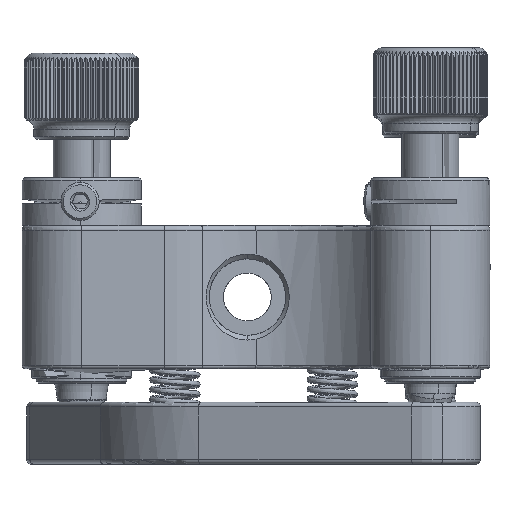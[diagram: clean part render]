
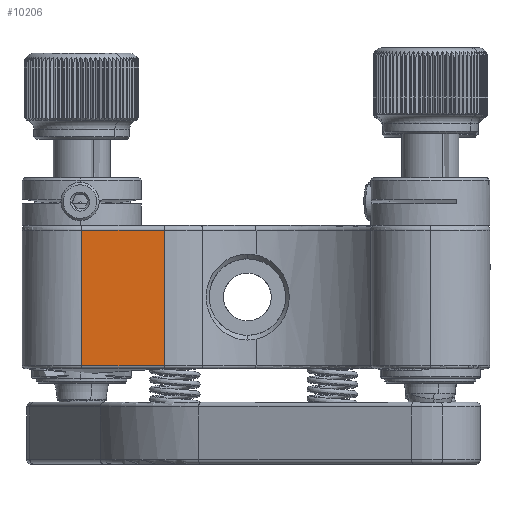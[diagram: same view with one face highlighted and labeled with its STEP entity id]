
A CAD part, left-side view. The second image highlights one B-rep face of the part: STEP entity #10206.
In plain terms, the highlighted planar face has unit normal (1, 0, 0).
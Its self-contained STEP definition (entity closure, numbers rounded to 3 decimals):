
#607 = CARTESIAN_POINT ( 'NONE',  ( 12., 9.592, 2.267 ) ) ;
#2044 = EDGE_CURVE ( 'NONE', #46833, #22346, #26928, .T. ) ;
#6401 = CARTESIAN_POINT ( 'NONE',  ( 12., 9.592, -2.467 ) ) ;
#7873 = ORIENTED_EDGE ( 'NONE', *, *, #2044, .T. ) ;
#9242 = CARTESIAN_POINT ( 'NONE',  ( 12., 18.25, -2.467 ) ) ;
#10206 = ADVANCED_FACE ( 'NONE', ( #46361 ), #41874, .T. ) ;
#11241 = AXIS2_PLACEMENT_3D ( 'NONE', #14205, #35055, #40536 ) ;
#11281 = CARTESIAN_POINT ( 'NONE',  ( 12., 9.592, -7.2 ) ) ;
#14205 = CARTESIAN_POINT ( 'NONE',  ( 12., 24.5, -7.5 ) ) ;
#16331 = CARTESIAN_POINT ( 'NONE',  ( 12., 9.592, 7. ) ) ;
#16755 = CARTESIAN_POINT ( 'NONE',  ( 12., 12.478, -7.2 ) ) ;
#17522 = ORIENTED_EDGE ( 'NONE', *, *, #56589, .T. ) ;
#17959 = EDGE_CURVE ( 'NONE', #56069, #59784, #37851, .T. ) ;
#18813 = CARTESIAN_POINT ( 'NONE',  ( 12., 15.364, 7. ) ) ;
#19251 = ORIENTED_EDGE ( 'NONE', *, *, #56845, .T. ) ;
#20071 = CARTESIAN_POINT ( 'NONE',  ( 12., 9.592, 7. ) ) ;
#22142 = B_SPLINE_CURVE_WITH_KNOTS ( 'NONE', 3,
 ( #11281, #16755, #52707, #53050 ),
 .UNSPECIFIED., .F., .F.,
 ( 4, 4 ),
 ( 0., 1. ),
 .UNSPECIFIED. ) ;
#22346 = VERTEX_POINT ( 'NONE', #36201 ) ;
#23251 = CARTESIAN_POINT ( 'NONE',  ( 12., 18.25, 7. ) ) ;
#23634 = CARTESIAN_POINT ( 'NONE',  ( 12., 18.25, 2.267 ) ) ;
#24988 = CARTESIAN_POINT ( 'NONE',  ( 12., 18.25, 7. ) ) ;
#26928 = B_SPLINE_CURVE_WITH_KNOTS ( 'NONE', 3,
 ( #28083, #9242, #23634, #24988 ),
 .UNSPECIFIED., .F., .F.,
 ( 4, 4 ),
 ( 0., 1. ),
 .UNSPECIFIED. ) ;
#28083 = CARTESIAN_POINT ( 'NONE',  ( 12., 18.25, -7.2 ) ) ;
#32107 = EDGE_LOOP ( 'NONE', ( #17522, #7873, #19251, #44127 ) ) ;
#32386 = CARTESIAN_POINT ( 'NONE',  ( 12., 9.592, -7.2 ) ) ;
#33730 = CARTESIAN_POINT ( 'NONE',  ( 12., 9.592, -7.2 ) ) ;
#35055 = DIRECTION ( 'NONE',  ( 1., 0., 0. ) ) ;
#36201 = CARTESIAN_POINT ( 'NONE',  ( 12., 18.25, 7. ) ) ;
#37851 = B_SPLINE_CURVE_WITH_KNOTS ( 'NONE', 3,
 ( #16331, #607, #6401, #32386 ),
 .UNSPECIFIED., .F., .F.,
 ( 4, 4 ),
 ( 0., 1. ),
 .UNSPECIFIED. ) ;
#40536 = DIRECTION ( 'NONE',  ( 0., 1., 0. ) ) ;
#41874 = PLANE ( 'NONE',  #11241 ) ;
#43780 = CARTESIAN_POINT ( 'NONE',  ( 12., 12.478, 7. ) ) ;
#44127 = ORIENTED_EDGE ( 'NONE', *, *, #17959, .T. ) ;
#46361 = FACE_OUTER_BOUND ( 'NONE', #32107, .T. ) ;
#46833 = VERTEX_POINT ( 'NONE', #48136 ) ;
#48136 = CARTESIAN_POINT ( 'NONE',  ( 12., 18.25, -7.2 ) ) ;
#52707 = CARTESIAN_POINT ( 'NONE',  ( 12., 15.364, -7.2 ) ) ;
#53050 = CARTESIAN_POINT ( 'NONE',  ( 12., 18.25, -7.2 ) ) ;
#55664 = B_SPLINE_CURVE_WITH_KNOTS ( 'NONE', 3,
 ( #23251, #18813, #43780, #59225 ),
 .UNSPECIFIED., .F., .F.,
 ( 4, 4 ),
 ( 0., 1. ),
 .UNSPECIFIED. ) ;
#56069 = VERTEX_POINT ( 'NONE', #20071 ) ;
#56589 = EDGE_CURVE ( 'NONE', #59784, #46833, #22142, .T. ) ;
#56845 = EDGE_CURVE ( 'NONE', #22346, #56069, #55664, .T. ) ;
#59225 = CARTESIAN_POINT ( 'NONE',  ( 12., 9.592, 7. ) ) ;
#59784 = VERTEX_POINT ( 'NONE', #33730 ) ;
